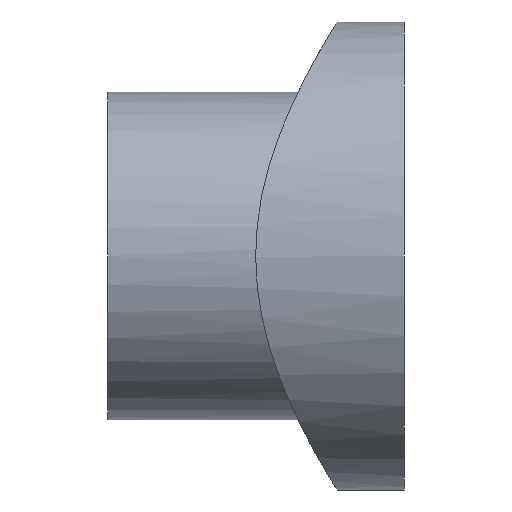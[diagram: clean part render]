
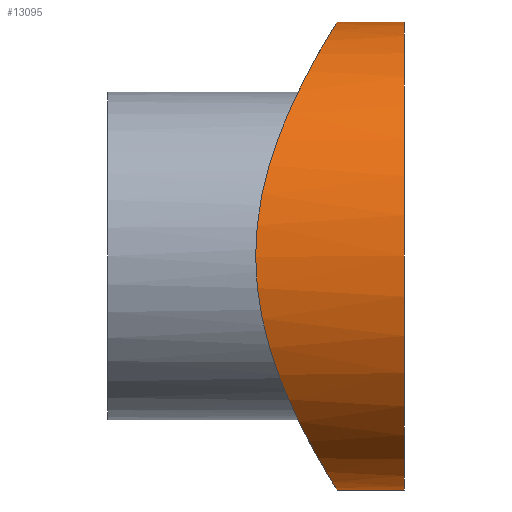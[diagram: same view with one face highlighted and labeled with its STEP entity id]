
A CAD part, left-side view. The second image highlights one B-rep face of the part: STEP entity #13095.
In plain terms, the highlighted cylindrical face has radius 15 mm (diameter 30 mm), a partial arc.
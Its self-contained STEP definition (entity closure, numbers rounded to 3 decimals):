
#256 = CARTESIAN_POINT ( 'NONE',  ( -11.288, 7.098, 9.89 ) ) ;
#302 = CARTESIAN_POINT ( 'NONE',  ( -7.597, 5.522, 12.943 ) ) ;
#347 = CARTESIAN_POINT ( 'NONE',  ( -13.423, 8.372, -6.713 ) ) ;
#360 = ORIENTED_EDGE ( 'NONE', *, *, #8933, .T. ) ;
#401 = CARTESIAN_POINT ( 'NONE',  ( -10.962, 6.928, -10.25 ) ) ;
#406 = VERTEX_POINT ( 'NONE', #1977 ) ;
#442 = B_SPLINE_CURVE_WITH_KNOTS ( 'NONE', 3,
 ( #2703, #5847, #1441, #4785, #5995, #11502, #448, #13662, #12585, #302, #5896, #10412, #3618, #9356, #256, #11456, #11551, #1394, #9219, #13713, #10507, #10462, #8151, #4884, #10368, #4837, #12679, #12727, #12632, #7068, #5946, #3766, #4700, #11600, #347, #1489, #9308, #13798, #1541, #7116, #401, #8249, #13848, #8296, #1585, #14105, #13898, #6139, #1734, #13948, #3864, #3968, #4015, #1639 ),
 .UNSPECIFIED., .F., .F.,
 ( 4, 2, 2, 2, 2, 2, 2, 2, 2, 2, 2, 2, 2, 2, 2, 2, 2, 2, 2, 2, 2, 2, 2, 2, 2, 2, 4 ),
 ( 0.048, 0.051, 0.053, 0.054, 0.056, 0.057, 0.06, 0.062, 0.063, 0.066, 0.068, 0.069, 0.071, 0.072, 0.074, 0.075, 0.078, 0.08, 0.081, 0.083, 0.084, 0.087, 0.089, 0.09, 0.093, 0.095, 0.096 ),
 .UNSPECIFIED. ) ;
#448 = CARTESIAN_POINT ( 'NONE',  ( -5.392, 4.905, 14.006 ) ) ;
#474 = DIRECTION ( 'NONE',  ( 0., 1., 0. ) ) ;
#631 = ORIENTED_EDGE ( 'NONE', *, *, #4639, .F. ) ;
#826 = CARTESIAN_POINT ( 'NONE',  ( 0., 20., -15. ) ) ;
#1251 = ORIENTED_EDGE ( 'NONE', *, *, #12434, .T. ) ;
#1394 = CARTESIAN_POINT ( 'NONE',  ( -12.976, 8.073, 7.584 ) ) ;
#1441 = CARTESIAN_POINT ( 'NONE',  ( -2.01, 4.363, 14.899 ) ) ;
#1489 = CARTESIAN_POINT ( 'NONE',  ( -12.962, 8.072, -7.564 ) ) ;
#1541 = CARTESIAN_POINT ( 'NONE',  ( -11.894, 7.429, -9.152 ) ) ;
#1585 = CARTESIAN_POINT ( 'NONE',  ( -7.607, 5.525, -12.937 ) ) ;
#1639 = CARTESIAN_POINT ( 'NONE',  ( 0., 4.3, -15. ) ) ;
#1734 = CARTESIAN_POINT ( 'NONE',  ( -4.005, 4.614, -14.49 ) ) ;
#1740 = DIRECTION ( 'NONE',  ( 0., 0., -1. ) ) ;
#1863 = DIRECTION ( 'NONE',  ( 0., -1., 0. ) ) ;
#1977 = CARTESIAN_POINT ( 'NONE',  ( 0., 4.3, 15. ) ) ;
#2584 = VERTEX_POINT ( 'NONE', #9241 ) ;
#2703 = CARTESIAN_POINT ( 'NONE',  ( 0., 4.3, 15. ) ) ;
#2822 = DIRECTION ( 'NONE',  ( 0., 0., 1. ) ) ;
#3618 = CARTESIAN_POINT ( 'NONE',  ( -9.951, 6.433, 11.265 ) ) ;
#3766 = CARTESIAN_POINT ( 'NONE',  ( -14.498, 9.134, -3.977 ) ) ;
#3864 = CARTESIAN_POINT ( 'NONE',  ( -2.033, 4.38, -14.87 ) ) ;
#3889 = CIRCLE ( 'NONE', #9355, 15. ) ;
#3968 = CARTESIAN_POINT ( 'NONE',  ( -1.02, 4.316, -14.974 ) ) ;
#4015 = CARTESIAN_POINT ( 'NONE',  ( -0.509, 4.3, -15. ) ) ;
#4639 = EDGE_CURVE ( 'NONE', #406, #6399, #14004, .T. ) ;
#4700 = CARTESIAN_POINT ( 'NONE',  ( -14.205, 8.914, -4.917 ) ) ;
#4785 = CARTESIAN_POINT ( 'NONE',  ( -3.486, 4.548, 14.598 ) ) ;
#4837 = CARTESIAN_POINT ( 'NONE',  ( -14.974, 9.503, 1.015 ) ) ;
#4884 = CARTESIAN_POINT ( 'NONE',  ( -14.794, 9.362, 2.525 ) ) ;
#5142 = CARTESIAN_POINT ( 'NONE',  ( 0., 20., 15. ) ) ;
#5623 = EDGE_LOOP ( 'NONE', ( #631, #10925, #1251, #360 ) ) ;
#5847 = CARTESIAN_POINT ( 'NONE',  ( -1.012, 4.3, 15. ) ) ;
#5896 = CARTESIAN_POINT ( 'NONE',  ( -8.016, 5.665, 12.688 ) ) ;
#5946 = CARTESIAN_POINT ( 'NONE',  ( -14.799, 9.365, -2.497 ) ) ;
#5995 = CARTESIAN_POINT ( 'NONE',  ( -3.976, 4.625, 14.472 ) ) ;
#6139 = CARTESIAN_POINT ( 'NONE',  ( -4.945, 4.793, -14.195 ) ) ;
#6399 = VERTEX_POINT ( 'NONE', #12303 ) ;
#6707 = LINE ( 'NONE', #826, #10007 ) ;
#7068 = CARTESIAN_POINT ( 'NONE',  ( -14.875, 9.425, -1.997 ) ) ;
#7116 = CARTESIAN_POINT ( 'NONE',  ( -11.286, 7.097, -9.892 ) ) ;
#7220 = DIRECTION ( 'NONE',  ( 0., -1., 0. ) ) ;
#7221 = DIRECTION ( 'NONE',  ( 0., -1., 0. ) ) ;
#7427 = AXIS2_PLACEMENT_3D ( 'NONE', #12684, #7221, #1740 ) ;
#7769 = CYLINDRICAL_SURFACE ( 'NONE', #7427, 15. ) ;
#8151 = CARTESIAN_POINT ( 'NONE',  ( -14.594, 9.208, 3.501 ) ) ;
#8249 = CARTESIAN_POINT ( 'NONE',  ( -9.949, 6.432, -11.266 ) ) ;
#8296 = CARTESIAN_POINT ( 'NONE',  ( -8.021, 5.667, -12.684 ) ) ;
#8367 = CARTESIAN_POINT ( 'NONE',  ( 0., 0., 0. ) ) ;
#8933 = EDGE_CURVE ( 'NONE', #12704, #6399, #3889, .T. ) ;
#9219 = CARTESIAN_POINT ( 'NONE',  ( -13.435, 8.377, 6.742 ) ) ;
#9241 = CARTESIAN_POINT ( 'NONE',  ( 0., 4.3, -15. ) ) ;
#9308 = CARTESIAN_POINT ( 'NONE',  ( -12.713, 7.915, -7.975 ) ) ;
#9355 = AXIS2_PLACEMENT_3D ( 'NONE', #8367, #474, #2822 ) ;
#9356 = CARTESIAN_POINT ( 'NONE',  ( -10.964, 6.929, 10.248 ) ) ;
#9587 = EDGE_CURVE ( 'NONE', #406, #2584, #442, .T. ) ;
#9823 = FACE_OUTER_BOUND ( 'NONE', #5623, .T. ) ;
#10007 = VECTOR ( 'NONE', #1863, 1000. ) ;
#10368 = CARTESIAN_POINT ( 'NONE',  ( -14.871, 9.422, 2.027 ) ) ;
#10412 = CARTESIAN_POINT ( 'NONE',  ( -9.216, 6.111, 11.874 ) ) ;
#10462 = CARTESIAN_POINT ( 'NONE',  ( -14.471, 9.115, 3.98 ) ) ;
#10507 = CARTESIAN_POINT ( 'NONE',  ( -14.178, 8.899, 4.921 ) ) ;
#10925 = ORIENTED_EDGE ( 'NONE', *, *, #9587, .T. ) ;
#11456 = CARTESIAN_POINT ( 'NONE',  ( -11.894, 7.429, 9.151 ) ) ;
#11502 = CARTESIAN_POINT ( 'NONE',  ( -4.928, 4.803, 14.176 ) ) ;
#11551 = CARTESIAN_POINT ( 'NONE',  ( -12.179, 7.593, 8.769 ) ) ;
#11600 = CARTESIAN_POINT ( 'NONE',  ( -13.635, 8.516, -6.27 ) ) ;
#12303 = CARTESIAN_POINT ( 'NONE',  ( 0., 0., 15. ) ) ;
#12434 = EDGE_CURVE ( 'NONE', #2584, #12704, #6707, .T. ) ;
#12585 = CARTESIAN_POINT ( 'NONE',  ( -6.737, 5.254, 13.411 ) ) ;
#12632 = CARTESIAN_POINT ( 'NONE',  ( -14.975, 9.504, -0.997 ) ) ;
#12679 = CARTESIAN_POINT ( 'NONE',  ( -15., 9.523, 0.51 ) ) ;
#12684 = CARTESIAN_POINT ( 'NONE',  ( 0., 20., 0. ) ) ;
#12704 = VERTEX_POINT ( 'NONE', #12789 ) ;
#12727 = CARTESIAN_POINT ( 'NONE',  ( -15., 9.523, -0.496 ) ) ;
#12789 = CARTESIAN_POINT ( 'NONE',  ( 0., 0., -15. ) ) ;
#13095 = ADVANCED_FACE ( 'NONE', ( #9823 ), #7769, .T. ) ;
#13324 = VECTOR ( 'NONE', #7220, 1000. ) ;
#13662 = CARTESIAN_POINT ( 'NONE',  ( -6.297, 5.131, 13.623 ) ) ;
#13713 = CARTESIAN_POINT ( 'NONE',  ( -14.009, 8.777, 5.385 ) ) ;
#13798 = CARTESIAN_POINT ( 'NONE',  ( -12.179, 7.594, -8.769 ) ) ;
#13848 = CARTESIAN_POINT ( 'NONE',  ( -9.215, 6.111, -11.874 ) ) ;
#13898 = CARTESIAN_POINT ( 'NONE',  ( -6.3, 5.132, -13.621 ) ) ;
#13948 = CARTESIAN_POINT ( 'NONE',  ( -2.536, 4.428, -14.793 ) ) ;
#14004 = LINE ( 'NONE', #5142, #13324 ) ;
#14105 = CARTESIAN_POINT ( 'NONE',  ( -6.745, 5.257, -13.407 ) ) ;
